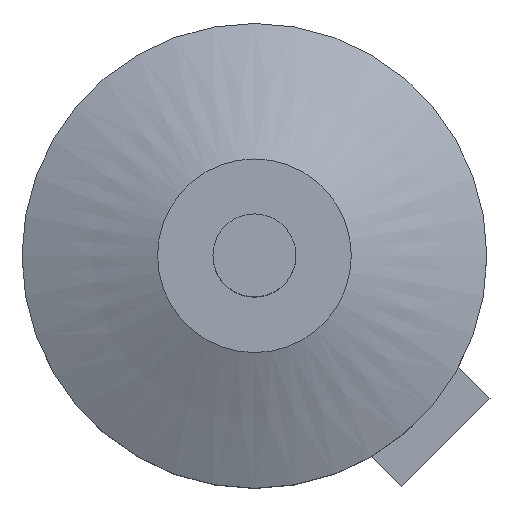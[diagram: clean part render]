
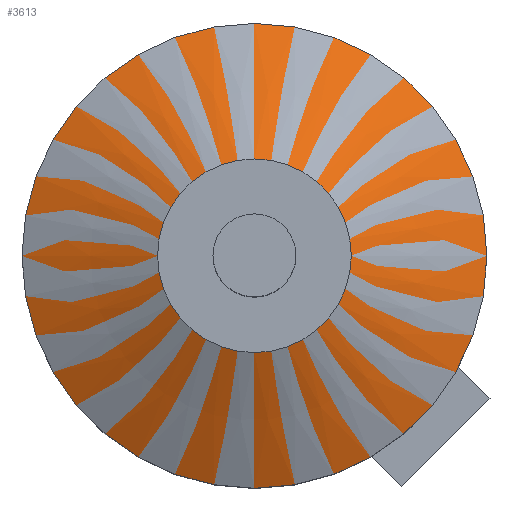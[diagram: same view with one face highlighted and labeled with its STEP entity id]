
A CAD part, top view. The second image highlights one B-rep face of the part: STEP entity #3613.
In plain terms, the highlighted conical face has half-angle 66.153 degrees and reference radius 5.833 mm.
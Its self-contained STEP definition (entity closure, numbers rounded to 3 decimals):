
#3601 = CYLINDRICAL_SURFACE('',#3602,14.);
#3602 = AXIS2_PLACEMENT_3D('',#3603,#3604,#3605);
#3603 = CARTESIAN_POINT('',(0.,0.,13.2));
#3604 = DIRECTION('',(0.,0.,1.));
#3605 = DIRECTION('',(-1.,0.,0.));
#3613 = ADVANCED_FACE('',(#3614),#3627,.F.);
#3614 = FACE_BOUND('',#3615,.T.);
#3615 = EDGE_LOOP('',(#3616,#3650,#3673,#3695));
#3616 = ORIENTED_EDGE('',*,*,#3617,.T.);
#3617 = EDGE_CURVE('',#3618,#3618,#3620,.T.);
#3618 = VERTEX_POINT('',#3619);
#3619 = CARTESIAN_POINT('',(-5.833,0.,18.75));
#3620 = SURFACE_CURVE('',#3621,(#3626,#3638),.PCURVE_S1.);
#3621 = CIRCLE('',#3622,5.833);
#3622 = AXIS2_PLACEMENT_3D('',#3623,#3624,#3625);
#3623 = CARTESIAN_POINT('',(0.,0.,18.75));
#3624 = DIRECTION('',(0.,0.,1.));
#3625 = DIRECTION('',(-1.,0.,0.));
#3626 = PCURVE('',#3627,#3632);
#3627 = CONICAL_SURFACE('',#3628,5.833,1.155);
#3628 = AXIS2_PLACEMENT_3D('',#3629,#3630,#3631);
#3629 = CARTESIAN_POINT('',(0.,0.,18.75));
#3630 = DIRECTION('',(-0.,-0.,-1.));
#3631 = DIRECTION('',(-1.,0.,0.));
#3632 = DEFINITIONAL_REPRESENTATION('',(#3633),#3637);
#3633 = LINE('',#3634,#3635);
#3634 = CARTESIAN_POINT('',(-0.,0.));
#3635 = VECTOR('',#3636,1.);
#3636 = DIRECTION('',(-1.,0.));
#3637 = ( GEOMETRIC_REPRESENTATION_CONTEXT(2) 
PARAMETRIC_REPRESENTATION_CONTEXT() REPRESENTATION_CONTEXT('2D SPACE',''
  ) );
#3638 = PCURVE('',#3639,#3644);
#3639 = PLANE('',#3640);
#3640 = AXIS2_PLACEMENT_3D('',#3641,#3642,#3643);
#3641 = CARTESIAN_POINT('',(0.,0.,18.75));
#3642 = DIRECTION('',(0.,0.,1.));
#3643 = DIRECTION('',(-1.,0.,0.));
#3644 = DEFINITIONAL_REPRESENTATION('',(#3645),#3649);
#3645 = CIRCLE('',#3646,5.833);
#3646 = AXIS2_PLACEMENT_2D('',#3647,#3648);
#3647 = CARTESIAN_POINT('',(0.,0.));
#3648 = DIRECTION('',(1.,0.));
#3649 = ( GEOMETRIC_REPRESENTATION_CONTEXT(2) 
PARAMETRIC_REPRESENTATION_CONTEXT() REPRESENTATION_CONTEXT('2D SPACE',''
  ) );
#3650 = ORIENTED_EDGE('',*,*,#3651,.T.);
#3651 = EDGE_CURVE('',#3618,#3652,#3654,.T.);
#3652 = VERTEX_POINT('',#3653);
#3653 = CARTESIAN_POINT('',(-14.,0.,15.14));
#3654 = SEAM_CURVE('',#3655,(#3659,#3666),.PCURVE_S1.);
#3655 = LINE('',#3656,#3657);
#3656 = CARTESIAN_POINT('',(-5.833,0.,18.75));
#3657 = VECTOR('',#3658,1.);
#3658 = DIRECTION('',(-0.915,-0.,-0.404));
#3659 = PCURVE('',#3627,#3660);
#3660 = DEFINITIONAL_REPRESENTATION('',(#3661),#3665);
#3661 = LINE('',#3662,#3663);
#3662 = CARTESIAN_POINT('',(-0.,0.));
#3663 = VECTOR('',#3664,1.);
#3664 = DIRECTION('',(-0.,1.));
#3665 = ( GEOMETRIC_REPRESENTATION_CONTEXT(2) 
PARAMETRIC_REPRESENTATION_CONTEXT() REPRESENTATION_CONTEXT('2D SPACE',''
  ) );
#3666 = PCURVE('',#3627,#3667);
#3667 = DEFINITIONAL_REPRESENTATION('',(#3668),#3672);
#3668 = LINE('',#3669,#3670);
#3669 = CARTESIAN_POINT('',(-6.283,0.));
#3670 = VECTOR('',#3671,1.);
#3671 = DIRECTION('',(-0.,1.));
#3672 = ( GEOMETRIC_REPRESENTATION_CONTEXT(2) 
PARAMETRIC_REPRESENTATION_CONTEXT() REPRESENTATION_CONTEXT('2D SPACE',''
  ) );
#3673 = ORIENTED_EDGE('',*,*,#3674,.F.);
#3674 = EDGE_CURVE('',#3652,#3652,#3675,.T.);
#3675 = SURFACE_CURVE('',#3676,(#3681,#3688),.PCURVE_S1.);
#3676 = CIRCLE('',#3677,14.);
#3677 = AXIS2_PLACEMENT_3D('',#3678,#3679,#3680);
#3678 = CARTESIAN_POINT('',(0.,0.,15.14));
#3679 = DIRECTION('',(0.,0.,1.));
#3680 = DIRECTION('',(-1.,0.,0.));
#3681 = PCURVE('',#3627,#3682);
#3682 = DEFINITIONAL_REPRESENTATION('',(#3683),#3687);
#3683 = LINE('',#3684,#3685);
#3684 = CARTESIAN_POINT('',(-0.,3.61));
#3685 = VECTOR('',#3686,1.);
#3686 = DIRECTION('',(-1.,0.));
#3687 = ( GEOMETRIC_REPRESENTATION_CONTEXT(2) 
PARAMETRIC_REPRESENTATION_CONTEXT() REPRESENTATION_CONTEXT('2D SPACE',''
  ) );
#3688 = PCURVE('',#3601,#3689);
#3689 = DEFINITIONAL_REPRESENTATION('',(#3690),#3694);
#3690 = LINE('',#3691,#3692);
#3691 = CARTESIAN_POINT('',(0.,1.94));
#3692 = VECTOR('',#3693,1.);
#3693 = DIRECTION('',(1.,0.));
#3694 = ( GEOMETRIC_REPRESENTATION_CONTEXT(2) 
PARAMETRIC_REPRESENTATION_CONTEXT() REPRESENTATION_CONTEXT('2D SPACE',''
  ) );
#3695 = ORIENTED_EDGE('',*,*,#3651,.F.);
